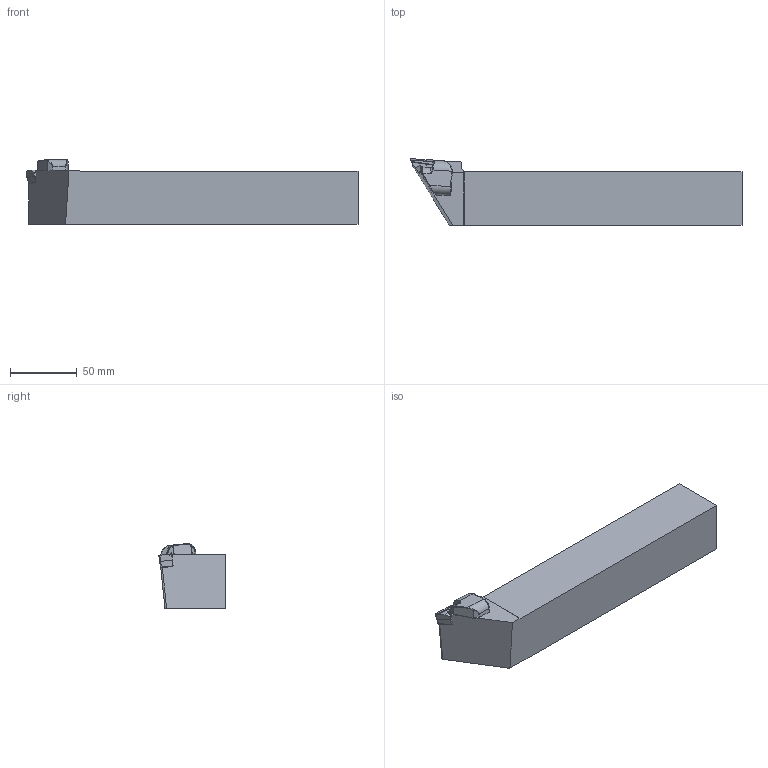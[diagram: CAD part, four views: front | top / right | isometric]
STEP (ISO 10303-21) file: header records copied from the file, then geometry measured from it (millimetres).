
FILE_DESCRIPTION (( 'STEP AP214' ), '1' );
FILE_NAME ('CKJNL 4040 S16-LIGHT-XT.STEP', '2023-10-27T06:44:19', ( '' ), ( '' ), 'SwSTEP 2.0', 'SolidWorks 2018', '' );
FILE_SCHEMA (( 'AUTOMOTIVE_DESIGN' ));
Length unit declared in the file: millimetre
Products named in the file (1): CKJNL 4040 S16-LIGHT-XT
Bounding box: 249.53 x 49.95 x 48.81 mm (x, y, z)
Volume: 382164.3 mm3; surface area: 43515.2 mm2
Topology: 2 solids, 3 shells, 155 faces, 408 edges, 254 vertices
Faces by surface type: plane 85, cylinder 39, bspline 21, cone 8, torus 2
Entity records: 9086 total; most frequent: CARTESIAN_POINT 3836, ORIENTED_EDGE 808, DIRECTION 626, EDGE_CURVE 404, VERTEX_POINT 254, LINE 248, VECTOR 248, AXIS2_PLACEMENT_3D 189
